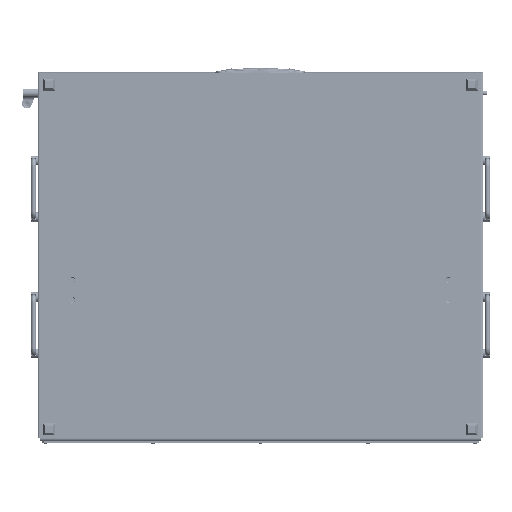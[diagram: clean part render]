
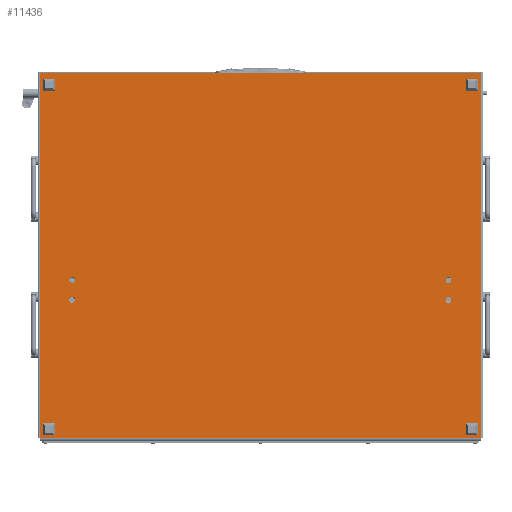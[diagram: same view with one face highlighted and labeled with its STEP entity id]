
A CAD part, front view. The second image highlights one B-rep face of the part: STEP entity #11436.
In plain terms, the highlighted face is planar.
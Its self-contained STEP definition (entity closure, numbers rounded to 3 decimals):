
#523 = VERTEX_POINT ( 'NONE', #86276 ) ;
#1687 = EDGE_CURVE ( 'NONE', #6942, #117430, #58867, .T. ) ;
#2356 = CARTESIAN_POINT ( 'NONE',  ( 646., 0., 0. ) ) ;
#2863 = DIRECTION ( 'NONE',  ( 0., 0., -1. ) ) ;
#2911 = VERTEX_POINT ( 'NONE', #55302 ) ;
#4516 = FACE_BOUND ( 'NONE', #74814, .T. ) ;
#4669 = CARTESIAN_POINT ( 'NONE',  ( 365., 57.5, 0. ) ) ;
#5795 = CARTESIAN_POINT ( 'NONE',  ( 400., 725.5, 0. ) ) ;
#5806 = VERTEX_POINT ( 'NONE', #13951 ) ;
#6942 = VERTEX_POINT ( 'NONE', #95878 ) ;
#7532 = VERTEX_POINT ( 'NONE', #85682 ) ;
#9182 = CIRCLE ( 'NONE', #71201, 5.2 ) ;
#10189 = EDGE_CURVE ( 'NONE', #6942, #104739, #99721, .T. ) ;
#10923 = CIRCLE ( 'NONE', #90846, 5.2 ) ;
#11436 = ADVANCED_FACE ( 'NONE', ( #50824, #4516, #61121, #41645, #51409 ), #78866, .T. ) ;
#12744 = CARTESIAN_POINT ( 'NONE',  ( 646., 783., 0. ) ) ;
#13142 = LINE ( 'NONE', #65773, #34684 ) ;
#13927 = EDGE_CURVE ( 'NONE', #107638, #523, #10923, .T. ) ;
#13951 = CARTESIAN_POINT ( 'NONE',  ( 0., 783., 0. ) ) ;
#14213 = CARTESIAN_POINT ( 'NONE',  ( 400., 57.5, 0. ) ) ;
#16603 = DIRECTION ( 'NONE',  ( -1., 0., 0. ) ) ;
#20498 = AXIS2_PLACEMENT_3D ( 'NONE', #14213, #88011, #16603 ) ;
#22041 = VERTEX_POINT ( 'NONE', #72473 ) ;
#22149 = CARTESIAN_POINT ( 'NONE',  ( 365., 57.5, 0. ) ) ;
#22522 = DIRECTION ( 'NONE',  ( -1., 0., 0. ) ) ;
#23086 = CARTESIAN_POINT ( 'NONE',  ( -2., 783., 0. ) ) ;
#23444 = DIRECTION ( 'NONE',  ( 0., 0., -1. ) ) ;
#23515 = ORIENTED_EDGE ( 'NONE', *, *, #10189, .F. ) ;
#23614 = EDGE_CURVE ( 'NONE', #117430, #80088, #13142, .T. ) ;
#24234 = EDGE_CURVE ( 'NONE', #53261, #92149, #108214, .T. ) ;
#24433 = ORIENTED_EDGE ( 'NONE', *, *, #107716, .T. ) ;
#27868 = ORIENTED_EDGE ( 'NONE', *, *, #101267, .F. ) ;
#28508 = AXIS2_PLACEMENT_3D ( 'NONE', #5795, #23444, #33214 ) ;
#29676 = CARTESIAN_POINT ( 'NONE',  ( 0., 0., 0. ) ) ;
#29677 = LINE ( 'NONE', #66222, #77769 ) ;
#30711 = CARTESIAN_POINT ( 'NONE',  ( 0., 783., 0. ) ) ;
#33214 = DIRECTION ( 'NONE',  ( -1., 0., 0. ) ) ;
#34573 = ORIENTED_EDGE ( 'NONE', *, *, #1687, .T. ) ;
#34684 = VECTOR ( 'NONE', #112775, 1000. ) ;
#36268 = ORIENTED_EDGE ( 'NONE', *, *, #79451, .F. ) ;
#36664 = EDGE_CURVE ( 'NONE', #113118, #5806, #119446, .T. ) ;
#37049 = VECTOR ( 'NONE', #90548, 1000. ) ;
#38425 = EDGE_LOOP ( 'NONE', ( #23515, #34573, #67230, #98265, #72375, #24433 ) ) ;
#39242 = CARTESIAN_POINT ( 'NONE',  ( 400., 725.5, 0. ) ) ;
#40211 = CIRCLE ( 'NONE', #28508, 5.2 ) ;
#40436 = DIRECTION ( 'NONE',  ( 0., 0., -1. ) ) ;
#41645 = FACE_BOUND ( 'NONE', #119008, .T. ) ;
#43660 = EDGE_CURVE ( 'NONE', #7532, #22041, #119625, .T. ) ;
#44978 = VERTEX_POINT ( 'NONE', #93784 ) ;
#48596 = ORIENTED_EDGE ( 'NONE', *, *, #43660, .F. ) ;
#50824 = FACE_BOUND ( 'NONE', #103377, .T. ) ;
#50842 = ORIENTED_EDGE ( 'NONE', *, *, #86615, .F. ) ;
#51174 = CARTESIAN_POINT ( 'NONE',  ( 405.2, 57.5, 0. ) ) ;
#51409 = FACE_OUTER_BOUND ( 'NONE', #38425, .T. ) ;
#51550 = VECTOR ( 'NONE', #95971, 1000. ) ;
#53261 = VERTEX_POINT ( 'NONE', #51174 ) ;
#53333 = CARTESIAN_POINT ( 'NONE',  ( 0., 0., 0. ) ) ;
#55302 = CARTESIAN_POINT ( 'NONE',  ( 405.2, 725.5, 0. ) ) ;
#55312 = DIRECTION ( 'NONE',  ( 0., 0., -1. ) ) ;
#56503 = DIRECTION ( 'NONE',  ( -1., 0., 0. ) ) ;
#58270 = DIRECTION ( 'NONE',  ( -1., 0., 0. ) ) ;
#58867 = LINE ( 'NONE', #29676, #107199 ) ;
#59314 = DIRECTION ( 'NONE',  ( -1., 0., 0. ) ) ;
#61121 = FACE_BOUND ( 'NONE', #102373, .T. ) ;
#61968 = AXIS2_PLACEMENT_3D ( 'NONE', #39242, #40436, #77048 ) ;
#63055 = DIRECTION ( 'NONE',  ( 0., 0., -1. ) ) ;
#64409 = CARTESIAN_POINT ( 'NONE',  ( 370.2, 725.5, 0. ) ) ;
#65773 = CARTESIAN_POINT ( 'NONE',  ( -2., -4., 0. ) ) ;
#66222 = CARTESIAN_POINT ( 'NONE',  ( 646., 783., 0. ) ) ;
#67230 = ORIENTED_EDGE ( 'NONE', *, *, #23614, .T. ) ;
#68463 = DIRECTION ( 'NONE',  ( 0., 0., -1. ) ) ;
#68823 = CARTESIAN_POINT ( 'NONE',  ( 400., 57.5, 0. ) ) ;
#71201 = AXIS2_PLACEMENT_3D ( 'NONE', #68823, #106092, #22522 ) ;
#72105 = EDGE_CURVE ( 'NONE', #523, #107638, #98769, .T. ) ;
#72375 = ORIENTED_EDGE ( 'NONE', *, *, #36664, .F. ) ;
#72473 = CARTESIAN_POINT ( 'NONE',  ( 370.2, 57.5, 0. ) ) ;
#74814 = EDGE_LOOP ( 'NONE', ( #27868, #50842 ) ) ;
#75139 = ORIENTED_EDGE ( 'NONE', *, *, #24234, .F. ) ;
#75276 = VECTOR ( 'NONE', #56503, 1000. ) ;
#76739 = AXIS2_PLACEMENT_3D ( 'NONE', #22149, #68463, #59314 ) ;
#77048 = DIRECTION ( 'NONE',  ( -1., 0., 0. ) ) ;
#77769 = VECTOR ( 'NONE', #94927, 1000. ) ;
#77854 = CIRCLE ( 'NONE', #109066, 5.2 ) ;
#78866 = PLANE ( 'NONE',  #101502 ) ;
#79243 = AXIS2_PLACEMENT_3D ( 'NONE', #119454, #55312, #80976 ) ;
#79451 = EDGE_CURVE ( 'NONE', #22041, #7532, #77854, .T. ) ;
#80088 = VERTEX_POINT ( 'NONE', #23086 ) ;
#80976 = DIRECTION ( 'NONE',  ( -1., 0., 0. ) ) ;
#83502 = CIRCLE ( 'NONE', #61968, 5.2 ) ;
#85682 = CARTESIAN_POINT ( 'NONE',  ( 359.8, 57.5, 0. ) ) ;
#85752 = DIRECTION ( 'NONE',  ( -1., 0., 0. ) ) ;
#86276 = CARTESIAN_POINT ( 'NONE',  ( 359.8, 725.5, 0. ) ) ;
#86615 = EDGE_CURVE ( 'NONE', #2911, #44978, #83502, .T. ) ;
#88011 = DIRECTION ( 'NONE',  ( 0., 0., -1. ) ) ;
#90548 = DIRECTION ( 'NONE',  ( 1., 0., 0. ) ) ;
#90846 = AXIS2_PLACEMENT_3D ( 'NONE', #100363, #63055, #110092 ) ;
#91152 = CARTESIAN_POINT ( 'NONE',  ( 394.8, 57.5, 0. ) ) ;
#92149 = VERTEX_POINT ( 'NONE', #91152 ) ;
#93784 = CARTESIAN_POINT ( 'NONE',  ( 394.8, 725.5, 0. ) ) ;
#94340 = CARTESIAN_POINT ( 'NONE',  ( 0., 783., 0. ) ) ;
#94927 = DIRECTION ( 'NONE',  ( 0., -1., 0. ) ) ;
#95878 = CARTESIAN_POINT ( 'NONE',  ( 0., 0., 0. ) ) ;
#95932 = ORIENTED_EDGE ( 'NONE', *, *, #72105, .F. ) ;
#95971 = DIRECTION ( 'NONE',  ( 1., 0., 0. ) ) ;
#96962 = ORIENTED_EDGE ( 'NONE', *, *, #13927, .F. ) ;
#98265 = ORIENTED_EDGE ( 'NONE', *, *, #113770, .T. ) ;
#98769 = CIRCLE ( 'NONE', #79243, 5.2 ) ;
#99006 = DIRECTION ( 'NONE',  ( 0., 0., -1. ) ) ;
#99721 = LINE ( 'NONE', #53333, #37049 ) ;
#100204 = EDGE_CURVE ( 'NONE', #92149, #53261, #9182, .T. ) ;
#100363 = CARTESIAN_POINT ( 'NONE',  ( 365., 725.5, 0. ) ) ;
#100895 = ORIENTED_EDGE ( 'NONE', *, *, #100204, .F. ) ;
#101267 = EDGE_CURVE ( 'NONE', #44978, #2911, #40211, .T. ) ;
#101502 = AXIS2_PLACEMENT_3D ( 'NONE', #108149, #99006, #107545 ) ;
#102373 = EDGE_LOOP ( 'NONE', ( #100895, #75139 ) ) ;
#103377 = EDGE_LOOP ( 'NONE', ( #95932, #96962 ) ) ;
#103885 = CARTESIAN_POINT ( 'NONE',  ( -2., 0., 0. ) ) ;
#103941 = LINE ( 'NONE', #30711, #51550 ) ;
#104739 = VERTEX_POINT ( 'NONE', #2356 ) ;
#106092 = DIRECTION ( 'NONE',  ( 0., 0., -1. ) ) ;
#107199 = VECTOR ( 'NONE', #58270, 1000. ) ;
#107545 = DIRECTION ( 'NONE',  ( -1., 0., 0. ) ) ;
#107638 = VERTEX_POINT ( 'NONE', #64409 ) ;
#107716 = EDGE_CURVE ( 'NONE', #113118, #104739, #29677, .T. ) ;
#108149 = CARTESIAN_POINT ( 'NONE',  ( 0., 783., 0. ) ) ;
#108214 = CIRCLE ( 'NONE', #20498, 5.2 ) ;
#109066 = AXIS2_PLACEMENT_3D ( 'NONE', #4669, #2863, #85752 ) ;
#110092 = DIRECTION ( 'NONE',  ( -1., 0., 0. ) ) ;
#112775 = DIRECTION ( 'NONE',  ( 0., 1., 0. ) ) ;
#113118 = VERTEX_POINT ( 'NONE', #12744 ) ;
#113770 = EDGE_CURVE ( 'NONE', #80088, #5806, #103941, .T. ) ;
#117430 = VERTEX_POINT ( 'NONE', #103885 ) ;
#119008 = EDGE_LOOP ( 'NONE', ( #48596, #36268 ) ) ;
#119446 = LINE ( 'NONE', #94340, #75276 ) ;
#119454 = CARTESIAN_POINT ( 'NONE',  ( 365., 725.5, 0. ) ) ;
#119625 = CIRCLE ( 'NONE', #76739, 5.2 ) ;
